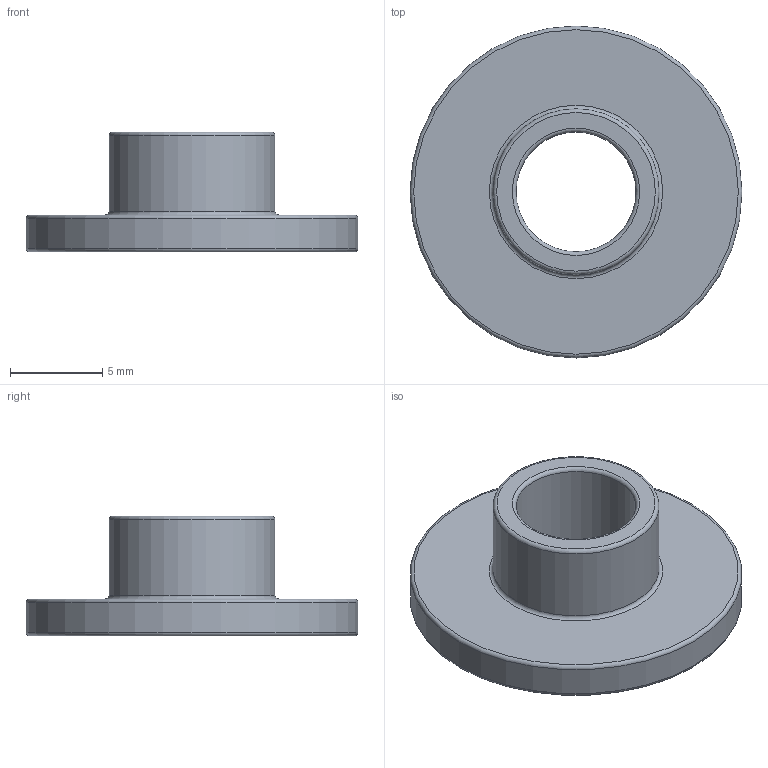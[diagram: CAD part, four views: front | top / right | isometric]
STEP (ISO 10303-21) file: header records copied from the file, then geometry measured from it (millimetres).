
FILE_DESCRIPTION(/* description */ ('TAPPO 0x0x0 INOX '),/* implementation_level */ '2;1');
FILE_NAME(/* name */ 'DTPXX0000022 - XT90150.stp',/* time_stamp */ '2019-12-16T16:38:49+01:00',/* author */ ('fzagni'),/* organization */ (''),/* preprocessor_version */ 'ST-DEVELOPER v17.2',/* originating_system */ 'Autodesk Inventor 2019',/* authorisation */ '');
FILE_SCHEMA (('AUTOMOTIVE_DESIGN { 1 0 10303 214 3 1 1 }'));
Length unit declared in the file: millimetre
Products named in the file (1): DTPXX0000022
Bounding box: 18 x 18 x 6.5 mm (x, y, z)
Volume: 578.2 mm3; surface area: 797.6 mm2
Topology: 1 solids, 1 shells, 12 faces, 24 edges, 15 vertices
Faces by surface type: torus 6, plane 3, cylinder 3
Full cylindrical faces by diameter (mm): 6.5 x1, 9 x1, 18 x1
Entity records: 370 total; most frequent: DIRECTION 71, CARTESIAN_POINT 52, ORIENTED_EDGE 48, AXIS2_PLACEMENT_3D 34, EDGE_CURVE 24, CIRCLE 21, EDGE_LOOP 15, VERTEX_POINT 15
